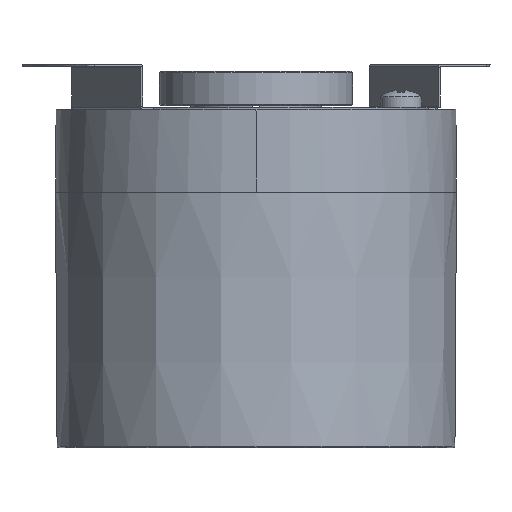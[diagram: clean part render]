
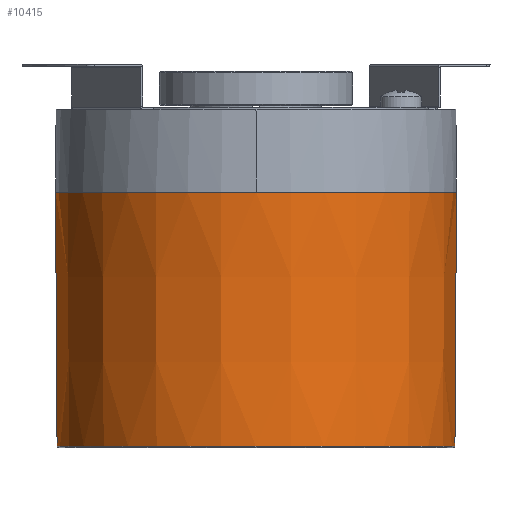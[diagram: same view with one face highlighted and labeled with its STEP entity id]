
A CAD part, front view. The second image highlights one B-rep face of the part: STEP entity #10415.
In plain terms, the highlighted conical face has half-angle 0.35 degrees and reference radius 28.927 mm.
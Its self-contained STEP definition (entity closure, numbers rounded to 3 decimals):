
#1890=CARTESIAN_POINT('',(0.,0.,-12.));
#1891=DIRECTION('',(0.,0.,1.));
#1892=DIRECTION('',(-1.,0.,0.));
#1893=AXIS2_PLACEMENT_3D('',#1890,#1891,#1892);
#1895=DIRECTION('',(0.006,0.,-1.));
#1896=VECTOR('',#1895,36.802);
#1897=CARTESIAN_POINT('',(-29.039,0.,-12.));
#1898=LINE('',#1897,#1896);
#1923=DIRECTION('',(0.006,0.,1.));
#1924=VECTOR('',#1923,36.802);
#1925=CARTESIAN_POINT('',(28.814,0.,
-48.801));
#1926=LINE('',#1925,#1924);
#1927=CARTESIAN_POINT('',(0.,0.,-48.801));
#1928=DIRECTION('',(0.,0.,1.));
#1929=DIRECTION('',(-1.,0.,0.));
#1930=AXIS2_PLACEMENT_3D('',#1927,#1928,#1929);
#7278=CARTESIAN_POINT('',(-28.814,0.,
-48.801));
#7279=CARTESIAN_POINT('',(28.814,0.,-48.801));
#7280=VERTEX_POINT('',#7278);
#7281=VERTEX_POINT('',#7279);
#7286=CARTESIAN_POINT('',(-29.039,0.,-12.));
#7287=CARTESIAN_POINT('',(29.039,0.,-12.));
#7288=VERTEX_POINT('',#7286);
#7289=VERTEX_POINT('',#7287);
#10403=CARTESIAN_POINT('',(0.,0.,-30.401));
#10404=DIRECTION('',(0.,0.,1.));
#10405=DIRECTION('',(1.,0.,0.));
#10406=AXIS2_PLACEMENT_3D('',#10403,#10404,#10405);
#10407=CONICAL_SURFACE('',#10406,28.927,0.35);
#10408=ORIENTED_EDGE('',*,*,#10367,.T.);
#10409=ORIENTED_EDGE('',*,*,#10398,.F.);
#10411=ORIENTED_EDGE('',*,*,#10410,.F.);
#10412=ORIENTED_EDGE('',*,*,#10382,.F.);
#10413=EDGE_LOOP('',(#10408,#10409,#10411,#10412));
#10414=FACE_OUTER_BOUND('',#10413,.F.);
#1894=CIRCLE('',#1893,29.039);
#1931=CIRCLE('',#1930,28.814);
#10367=EDGE_CURVE('',#7288,#7289,#1894,.T.);
#10382=EDGE_CURVE('',#7288,#7280,#1898,.T.);
#10398=EDGE_CURVE('',#7281,#7289,#1926,.T.);
#10410=EDGE_CURVE('',#7280,#7281,#1931,.T.);
#10415=ADVANCED_FACE('',(#10414),#10407,.T.);
